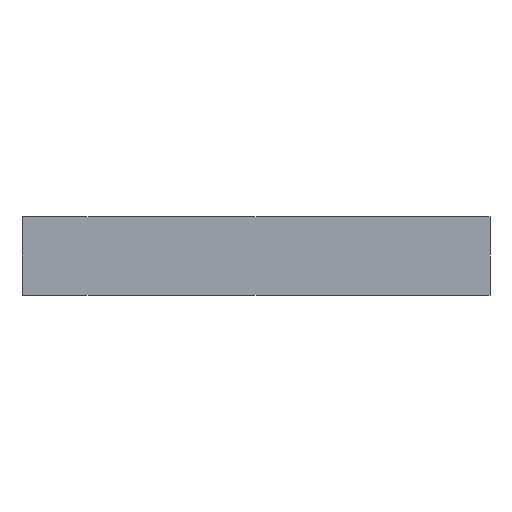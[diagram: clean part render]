
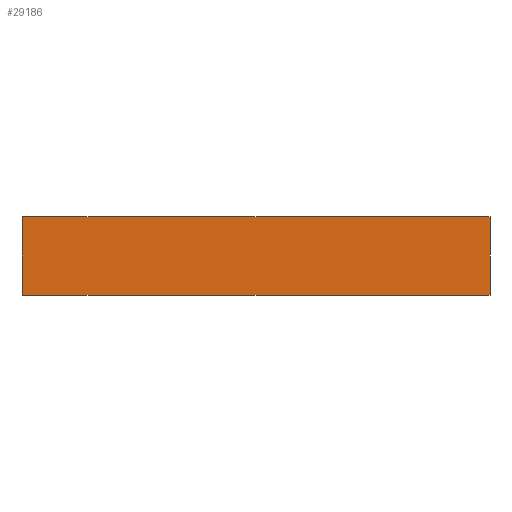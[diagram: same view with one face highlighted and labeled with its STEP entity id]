
A CAD part, front view. The second image highlights one B-rep face of the part: STEP entity #29186.
In plain terms, the highlighted planar face has unit normal (0, -1, 0).
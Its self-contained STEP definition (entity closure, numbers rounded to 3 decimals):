
#24886 = PLANE('',#24887);
#24887 = AXIS2_PLACEMENT_3D('',#24888,#24889,#24890);
#24888 = CARTESIAN_POINT('',(0.,0.,-1.6
    ));
#24889 = DIRECTION('',(0.,0.,-1.));
#24890 = DIRECTION('',(-1.,0.,0.));
#25185 = PLANE('',#25186);
#25186 = AXIS2_PLACEMENT_3D('',#25187,#25188,#25189);
#25187 = CARTESIAN_POINT('',(0.,0.,1.6)
  );
#25188 = DIRECTION('',(0.,0.,1.));
#25189 = DIRECTION('',(0.,1.,0.));
#26804 = EDGE_CURVE('',#26805,#26807,#26809,.T.);
#26805 = VERTEX_POINT('',#26806);
#26806 = CARTESIAN_POINT('',(-9.5,-82.5,-1.6));
#26807 = VERTEX_POINT('',#26808);
#26808 = CARTESIAN_POINT('',(9.5,-82.5,-1.6));
#26809 = SURFACE_CURVE('',#26810,(#26814,#26821),.PCURVE_S1.);
#26810 = LINE('',#26811,#26812);
#26811 = CARTESIAN_POINT('',(-9.5,-82.5,-1.6));
#26812 = VECTOR('',#26813,1.);
#26813 = DIRECTION('',(1.,-0.,0.));
#26814 = PCURVE('',#24886,#26815);
#26815 = DEFINITIONAL_REPRESENTATION('',(#26816),#26820);
#26816 = LINE('',#26817,#26818);
#26817 = CARTESIAN_POINT('',(9.5,-82.5));
#26818 = VECTOR('',#26819,1.);
#26819 = DIRECTION('',(-1.,0.));
#26820 = ( GEOMETRIC_REPRESENTATION_CONTEXT(2) 
PARAMETRIC_REPRESENTATION_CONTEXT() REPRESENTATION_CONTEXT('2D SPACE',''
  ) );
#26821 = PCURVE('',#26822,#26827);
#26822 = PLANE('',#26823);
#26823 = AXIS2_PLACEMENT_3D('',#26824,#26825,#26826);
#26824 = CARTESIAN_POINT('',(0.,-82.5,0.));
#26825 = DIRECTION('',(0.,-1.,0.));
#26826 = DIRECTION('',(0.,0.,-1.));
#26827 = DEFINITIONAL_REPRESENTATION('',(#26828),#26832);
#26828 = LINE('',#26829,#26830);
#26829 = CARTESIAN_POINT('',(1.6,-9.5));
#26830 = VECTOR('',#26831,1.);
#26831 = DIRECTION('',(0.,1.));
#26832 = ( GEOMETRIC_REPRESENTATION_CONTEXT(2) 
PARAMETRIC_REPRESENTATION_CONTEXT() REPRESENTATION_CONTEXT('2D SPACE',''
  ) );
#26850 = PLANE('',#26851);
#26851 = AXIS2_PLACEMENT_3D('',#26852,#26853,#26854);
#26852 = CARTESIAN_POINT('',(-9.5,-70.,0.));
#26853 = DIRECTION('',(-1.,0.,0.));
#26854 = DIRECTION('',(0.,0.,-1.));
#27161 = PLANE('',#27162);
#27162 = AXIS2_PLACEMENT_3D('',#27163,#27164,#27165);
#27163 = CARTESIAN_POINT('',(9.5,-70.,0.));
#27164 = DIRECTION('',(1.,0.,0.));
#27165 = DIRECTION('',(0.,0.,1.));
#27256 = EDGE_CURVE('',#27257,#27259,#27261,.T.);
#27257 = VERTEX_POINT('',#27258);
#27258 = CARTESIAN_POINT('',(9.5,-82.5,1.6));
#27259 = VERTEX_POINT('',#27260);
#27260 = CARTESIAN_POINT('',(-9.5,-82.5,1.6));
#27261 = SURFACE_CURVE('',#27262,(#27266,#27273),.PCURVE_S1.);
#27262 = LINE('',#27263,#27264);
#27263 = CARTESIAN_POINT('',(9.5,-82.5,1.6));
#27264 = VECTOR('',#27265,1.);
#27265 = DIRECTION('',(-1.,0.,0.));
#27266 = PCURVE('',#25185,#27267);
#27267 = DEFINITIONAL_REPRESENTATION('',(#27268),#27272);
#27268 = LINE('',#27269,#27270);
#27269 = CARTESIAN_POINT('',(-82.5,-9.5));
#27270 = VECTOR('',#27271,1.);
#27271 = DIRECTION('',(0.,1.));
#27272 = ( GEOMETRIC_REPRESENTATION_CONTEXT(2) 
PARAMETRIC_REPRESENTATION_CONTEXT() REPRESENTATION_CONTEXT('2D SPACE',''
  ) );
#27273 = PCURVE('',#26822,#27274);
#27274 = DEFINITIONAL_REPRESENTATION('',(#27275),#27279);
#27275 = LINE('',#27276,#27277);
#27276 = CARTESIAN_POINT('',(-1.6,9.5));
#27277 = VECTOR('',#27278,1.);
#27278 = DIRECTION('',(0.,-1.));
#27279 = ( GEOMETRIC_REPRESENTATION_CONTEXT(2) 
PARAMETRIC_REPRESENTATION_CONTEXT() REPRESENTATION_CONTEXT('2D SPACE',''
  ) );
#29186 = ADVANCED_FACE('',(#29187),#26822,.T.);
#29187 = FACE_BOUND('',#29188,.T.);
#29188 = EDGE_LOOP('',(#29189,#29190,#29211,#29212));
#29189 = ORIENTED_EDGE('',*,*,#26804,.T.);
#29190 = ORIENTED_EDGE('',*,*,#29191,.F.);
#29191 = EDGE_CURVE('',#27257,#26807,#29192,.T.);
#29192 = SURFACE_CURVE('',#29193,(#29197,#29204),.PCURVE_S1.);
#29193 = LINE('',#29194,#29195);
#29194 = CARTESIAN_POINT('',(9.5,-82.5,1.6));
#29195 = VECTOR('',#29196,1.);
#29196 = DIRECTION('',(0.,0.,-1.));
#29197 = PCURVE('',#26822,#29198);
#29198 = DEFINITIONAL_REPRESENTATION('',(#29199),#29203);
#29199 = LINE('',#29200,#29201);
#29200 = CARTESIAN_POINT('',(-1.6,9.5));
#29201 = VECTOR('',#29202,1.);
#29202 = DIRECTION('',(1.,0.));
#29203 = ( GEOMETRIC_REPRESENTATION_CONTEXT(2) 
PARAMETRIC_REPRESENTATION_CONTEXT() REPRESENTATION_CONTEXT('2D SPACE',''
  ) );
#29204 = PCURVE('',#27161,#29205);
#29205 = DEFINITIONAL_REPRESENTATION('',(#29206),#29210);
#29206 = LINE('',#29207,#29208);
#29207 = CARTESIAN_POINT('',(1.6,12.5));
#29208 = VECTOR('',#29209,1.);
#29209 = DIRECTION('',(-1.,0.));
#29210 = ( GEOMETRIC_REPRESENTATION_CONTEXT(2) 
PARAMETRIC_REPRESENTATION_CONTEXT() REPRESENTATION_CONTEXT('2D SPACE',''
  ) );
#29211 = ORIENTED_EDGE('',*,*,#27256,.T.);
#29212 = ORIENTED_EDGE('',*,*,#29213,.T.);
#29213 = EDGE_CURVE('',#27259,#26805,#29214,.T.);
#29214 = SURFACE_CURVE('',#29215,(#29219,#29226),.PCURVE_S1.);
#29215 = LINE('',#29216,#29217);
#29216 = CARTESIAN_POINT('',(-9.5,-82.5,1.6));
#29217 = VECTOR('',#29218,1.);
#29218 = DIRECTION('',(0.,0.,-1.));
#29219 = PCURVE('',#26822,#29220);
#29220 = DEFINITIONAL_REPRESENTATION('',(#29221),#29225);
#29221 = LINE('',#29222,#29223);
#29222 = CARTESIAN_POINT('',(-1.6,-9.5));
#29223 = VECTOR('',#29224,1.);
#29224 = DIRECTION('',(1.,0.));
#29225 = ( GEOMETRIC_REPRESENTATION_CONTEXT(2) 
PARAMETRIC_REPRESENTATION_CONTEXT() REPRESENTATION_CONTEXT('2D SPACE',''
  ) );
#29226 = PCURVE('',#26850,#29227);
#29227 = DEFINITIONAL_REPRESENTATION('',(#29228),#29232);
#29228 = LINE('',#29229,#29230);
#29229 = CARTESIAN_POINT('',(-1.6,12.5));
#29230 = VECTOR('',#29231,1.);
#29231 = DIRECTION('',(1.,0.));
#29232 = ( GEOMETRIC_REPRESENTATION_CONTEXT(2) 
PARAMETRIC_REPRESENTATION_CONTEXT() REPRESENTATION_CONTEXT('2D SPACE',''
  ) );
